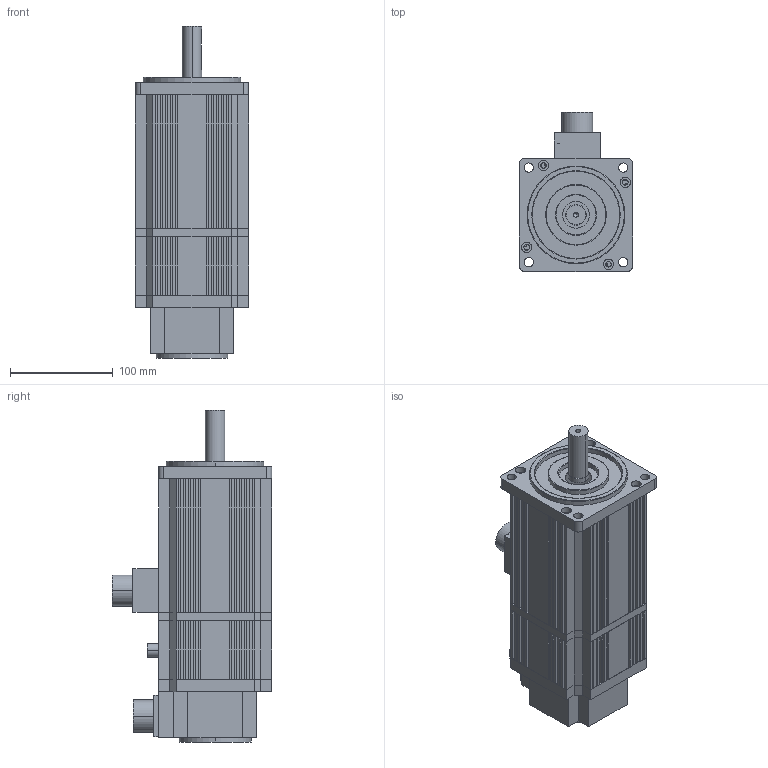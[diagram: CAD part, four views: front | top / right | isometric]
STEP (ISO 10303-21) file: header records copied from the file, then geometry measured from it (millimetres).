
FILE_DESCRIPTION (( 'STEP AP203' ), '1' );
FILE_NAME ('110-5N（带抱闸）装配体.STEP', '2017-06-25T06:23:12', ( '' ), ( '' ), 'SwSTEP 2.0', 'SolidWorks 2014', '' );
FILE_SCHEMA (( 'CONFIG_CONTROL_DESIGN' ));
Length unit declared in the file: millimetre
Products named in the file (12): 110粣; 惕掅芛; 110惕掅綴裔; 130晤鎢ん; 130瑤脣; 110-5N（带抱闸）装配体; 110綴裔; 130瑤脣2; 110惕掅蚾饜极; 110ヶ裔; 110 惕掅儂褲; 110 5籟隅赽
Assembly tree (11 placements, depth 3):
  110-5N（带抱闸）装配体
    110 5籟隅赽
    110ヶ裔
    110綴裔
    110粣
    130晤鎢ん
    130瑤脣2
    130瑤脣
    110惕掅蚾饜极
      110 惕掅儂褲
      110惕掅綴裔
      惕掅芛
Bounding box: 110 x 155 x 323 mm (x, y, z)
Volume: 1258122.7 mm3; surface area: 404478.7 mm2
Topology: 13 solids, 13 shells, 753 faces, 1961 edges, 1285 vertices
Faces by surface type: plane 500, cylinder 213, torus 22, cone 18
Entity records: 24317 total; most frequent: CARTESIAN_POINT 4059, DIRECTION 3943, ORIENTED_EDGE 3886, EDGE_CURVE 1943, VECTOR 1473, LINE 1473, VERTEX_POINT 1285, AXIS2_PLACEMENT_3D 1235
